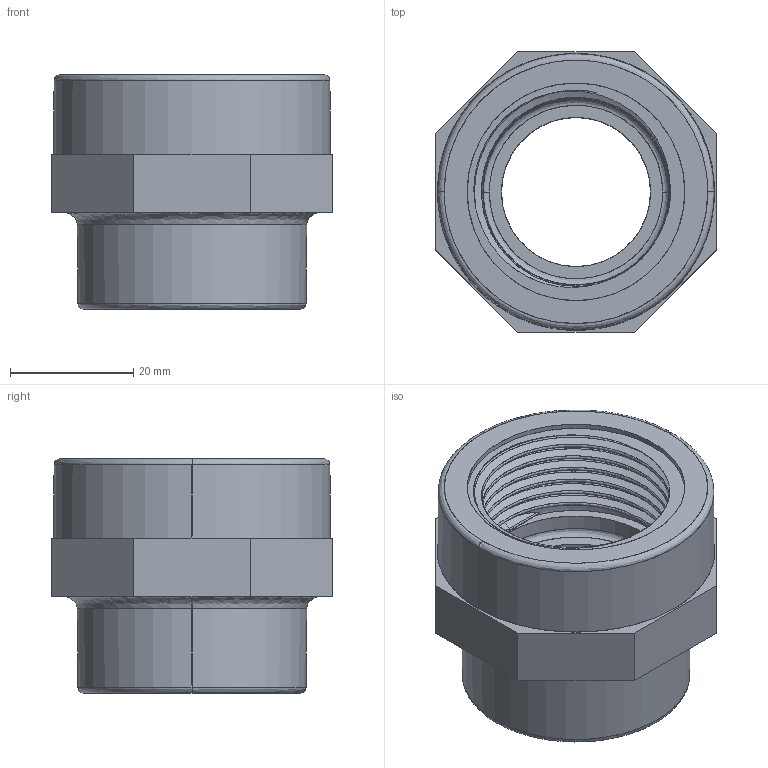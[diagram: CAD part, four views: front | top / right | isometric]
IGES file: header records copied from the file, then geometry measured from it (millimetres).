
Start section: SolidWorks IGES file using analytic representation for surfaces
Global section: file name: 01 01 1007 007.IGS; native system: SolidWorks 2014; preprocessor: SolidWorks 2014; author: utilizadort; date: 141112.135406; units: millimetre
Bounding box: 45.5 x 45.5 x 38.11 mm (x, y, z)
Surface area: 12659.5 mm2 (no closed solid volume)
Topology: 0 solids, 0 shells, 83 faces, 2461 edges, 2460 vertices
Faces by surface type: revolution 45, bspline 38
